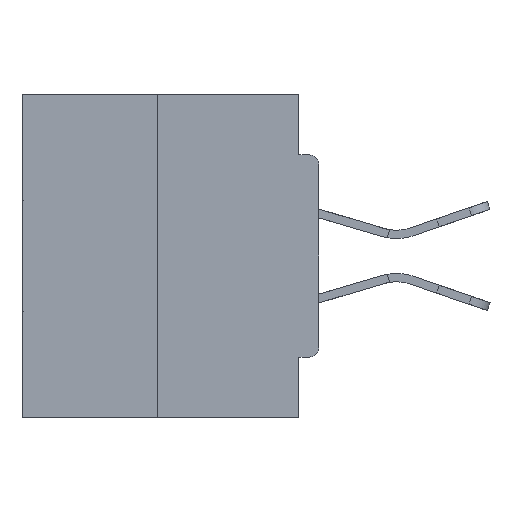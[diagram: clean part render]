
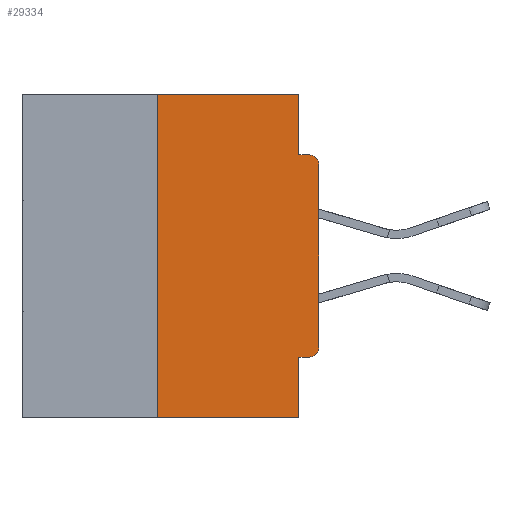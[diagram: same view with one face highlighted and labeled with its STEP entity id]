
A CAD part, left-side view. The second image highlights one B-rep face of the part: STEP entity #29334.
In plain terms, the highlighted planar face has unit normal (-1, 0, 0).
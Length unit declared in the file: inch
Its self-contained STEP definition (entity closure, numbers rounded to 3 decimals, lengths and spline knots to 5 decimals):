
#366 = VERTEX_POINT ( 'NONE', #18340 ) ;
#1371 = CARTESIAN_POINT ( 'NONE',  ( 0., 0., -0.1085 ) ) ;
#1742 = DIRECTION ( 'NONE',  ( 0., 0., -1. ) ) ;
#1821 = ORIENTED_EDGE ( 'NONE', *, *, #7476, .F. ) ;
#2965 = LINE ( 'NONE', #7920, #17487 ) ;
#5058 = CARTESIAN_POINT ( 'NONE',  ( 0., 0.031, 0. ) ) ;
#5330 = CARTESIAN_POINT ( 'NONE',  ( 0., 0.25, 0. ) ) ;
#5367 = VECTOR ( 'NONE', #24031, 39.37008 ) ;
#5792 = LINE ( 'NONE', #5330, #27399 ) ;
#5978 = CARTESIAN_POINT ( 'NONE',  ( 0., 0.031, 0. ) ) ;
#6357 = EDGE_CURVE ( 'NONE', #9833, #31830, #23732, .T. ) ;
#6683 = CARTESIAN_POINT ( 'NONE',  ( 0., 0.015, -0.0935 ) ) ;
#7476 = EDGE_CURVE ( 'NONE', #27633, #22538, #5792, .T. ) ;
#7663 = DIRECTION ( 'NONE',  ( 1., 0., 0. ) ) ;
#7920 = CARTESIAN_POINT ( 'NONE',  ( 0., 0., 0. ) ) ;
#8977 = CARTESIAN_POINT ( 'NONE',  ( 0., 0.031, -0.5 ) ) ;
#9170 = EDGE_CURVE ( 'NONE', #22538, #23620, #12741, .T. ) ;
#9833 = VERTEX_POINT ( 'NONE', #1371 ) ;
#10096 = AXIS2_PLACEMENT_3D ( 'NONE', #21464, #30464, #15421 ) ;
#11895 = EDGE_CURVE ( 'NONE', #37474, #9833, #2965, .T. ) ;
#12265 = EDGE_CURVE ( 'NONE', #27633, #37339, #21715, .T. ) ;
#12741 = LINE ( 'NONE', #31068, #34728 ) ;
#13130 = DIRECTION ( 'NONE',  ( 0., -1., 0. ) ) ;
#13164 = ORIENTED_EDGE ( 'NONE', *, *, #18797, .F. ) ;
#13270 = AXIS2_PLACEMENT_3D ( 'NONE', #22682, #16782, #22942 ) ;
#13289 = CARTESIAN_POINT ( 'NONE',  ( 0., 0.031, -0.5 ) ) ;
#14614 = DIRECTION ( 'NONE',  ( 0., 0., 1. ) ) ;
#14890 = VERTEX_POINT ( 'NONE', #30368 ) ;
#15240 = LINE ( 'NONE', #13289, #5367 ) ;
#15421 = DIRECTION ( 'NONE',  ( 0., 0., -1. ) ) ;
#15657 = CARTESIAN_POINT ( 'NONE',  ( 0., 0.46, -0.5 ) ) ;
#15926 = DIRECTION ( 'NONE',  ( 0., -1., 0. ) ) ;
#16411 = EDGE_LOOP ( 'NONE', ( #22021, #1821, #16564, #13164, #29207, #17940, #33174, #29731, #33360, #31838 ) ) ;
#16564 = ORIENTED_EDGE ( 'NONE', *, *, #12265, .T. ) ;
#16717 = VECTOR ( 'NONE', #20953, 39.37008 ) ;
#16782 = DIRECTION ( 'NONE',  ( -1., 0., 0. ) ) ;
#17487 = VECTOR ( 'NONE', #14614, 39.37008 ) ;
#17940 = ORIENTED_EDGE ( 'NONE', *, *, #23919, .T. ) ;
#18340 = CARTESIAN_POINT ( 'NONE',  ( 0., 0.031, -0.4065 ) ) ;
#18797 = EDGE_CURVE ( 'NONE', #366, #37339, #15240, .T. ) ;
#20516 = EDGE_CURVE ( 'NONE', #29562, #366, #38844, .T. ) ;
#20953 = DIRECTION ( 'NONE',  ( 0., 0., -1. ) ) ;
#21089 = CARTESIAN_POINT ( 'NONE',  ( 0., 0.015, -0.4065 ) ) ;
#21464 = CARTESIAN_POINT ( 'NONE',  ( 0., 0.015, -0.3915 ) ) ;
#21702 = DIRECTION ( 'NONE',  ( 0., -1., 0. ) ) ;
#21715 = LINE ( 'NONE', #15657, #28704 ) ;
#22021 = ORIENTED_EDGE ( 'NONE', *, *, #9170, .F. ) ;
#22221 = CARTESIAN_POINT ( 'NONE',  ( 0., 0., -0.0935 ) ) ;
#22538 = VERTEX_POINT ( 'NONE', #28953 ) ;
#22640 = CARTESIAN_POINT ( 'NONE',  ( 0., 0.46, 0. ) ) ;
#22682 = CARTESIAN_POINT ( 'NONE',  ( 0., 0.015, -0.1085 ) ) ;
#22942 = DIRECTION ( 'NONE',  ( 0., 0., -1. ) ) ;
#23620 = VERTEX_POINT ( 'NONE', #5058 ) ;
#23732 = CIRCLE ( 'NONE', #13270, 0.015 ) ;
#23759 = EDGE_CURVE ( 'NONE', #23620, #14890, #32636, .T. ) ;
#23919 = EDGE_CURVE ( 'NONE', #29562, #37474, #26074, .T. ) ;
#24031 = DIRECTION ( 'NONE',  ( 0., 0., -1. ) ) ;
#24400 = DIRECTION ( 'NONE',  ( 0., 1., 0. ) ) ;
#25385 = PLANE ( 'NONE',  #36546 ) ;
#25467 = CARTESIAN_POINT ( 'NONE',  ( 0., 0., -0.3915 ) ) ;
#26074 = CIRCLE ( 'NONE', #10096, 0.015 ) ;
#26307 = DIRECTION ( 'NONE',  ( 0., 0., 1. ) ) ;
#26981 = CARTESIAN_POINT ( 'NONE',  ( 0., 0.25, -0.5 ) ) ;
#27399 = VECTOR ( 'NONE', #26307, 39.37008 ) ;
#27575 = CARTESIAN_POINT ( 'NONE',  ( 0., 0., -0.4065 ) ) ;
#27633 = VERTEX_POINT ( 'NONE', #26981 ) ;
#28704 = VECTOR ( 'NONE', #21702, 39.37008 ) ;
#28953 = CARTESIAN_POINT ( 'NONE',  ( 0., 0.25, 0. ) ) ;
#29207 = ORIENTED_EDGE ( 'NONE', *, *, #20516, .F. ) ;
#29334 = ADVANCED_FACE ( 'NONE', ( #34755 ), #25385, .F. ) ;
#29562 = VERTEX_POINT ( 'NONE', #21089 ) ;
#29731 = ORIENTED_EDGE ( 'NONE', *, *, #6357, .T. ) ;
#29872 = EDGE_CURVE ( 'NONE', #14890, #31830, #33345, .T. ) ;
#30368 = CARTESIAN_POINT ( 'NONE',  ( 0., 0.031, -0.0935 ) ) ;
#30464 = DIRECTION ( 'NONE',  ( -1., 0., 0. ) ) ;
#31068 = CARTESIAN_POINT ( 'NONE',  ( 0., 0.46, 0. ) ) ;
#31830 = VERTEX_POINT ( 'NONE', #6683 ) ;
#31838 = ORIENTED_EDGE ( 'NONE', *, *, #23759, .F. ) ;
#32636 = LINE ( 'NONE', #5978, #16717 ) ;
#33174 = ORIENTED_EDGE ( 'NONE', *, *, #11895, .T. ) ;
#33345 = LINE ( 'NONE', #22221, #35678 ) ;
#33360 = ORIENTED_EDGE ( 'NONE', *, *, #29872, .F. ) ;
#34728 = VECTOR ( 'NONE', #13130, 39.37008 ) ;
#34755 = FACE_OUTER_BOUND ( 'NONE', #16411, .T. ) ;
#35654 = VECTOR ( 'NONE', #24400, 39.37008 ) ;
#35678 = VECTOR ( 'NONE', #15926, 39.37008 ) ;
#36546 = AXIS2_PLACEMENT_3D ( 'NONE', #22640, #7663, #1742 ) ;
#37339 = VERTEX_POINT ( 'NONE', #8977 ) ;
#37474 = VERTEX_POINT ( 'NONE', #25467 ) ;
#38844 = LINE ( 'NONE', #27575, #35654 ) ;
